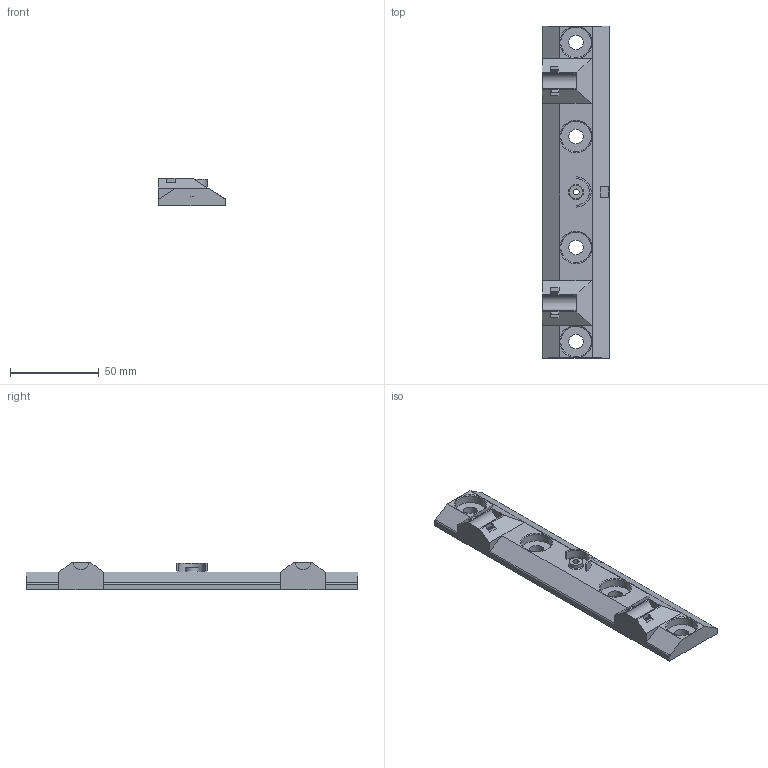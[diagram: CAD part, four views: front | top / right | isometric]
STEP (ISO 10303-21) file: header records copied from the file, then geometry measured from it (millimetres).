
FILE_DESCRIPTION(('FreeCAD Model'),'2;1');
FILE_NAME( 'y-front-mounts.step', '2020-03-16T19:26:58',('Author'),(''), 'Open CASCADE STEP processor 7.3','FreeCAD','Unknown');
FILE_SCHEMA(('AUTOMOTIVE_DESIGN { 1 0 10303 214 1 1 1 1 }'));
Length unit declared in the file: millimetre
Products named in the file (1): y-front-mounts
Bounding box: 38.15 x 187 x 15.5 mm (x, y, z)
Volume: 58260.9 mm3; surface area: 20164.5 mm2
Topology: 1 solids, 1 shells, 138 faces, 359 edges, 223 vertices
Faces by surface type: plane 86, cylinder 23, bspline 20, torus 8, cone 1
Full cylindrical faces by diameter (mm): 3.4 x2, 7.5 x1, 8.1 x4, 17.25 x4
Entity records: 9142 total; most frequent: CARTESIAN_POINT 2609, DIRECTION 1042, ORIENTED_EDGE 718, PCURVE 718, DEFINITIONAL_REPRESENTATION 718, LINE 618, VECTOR 618, EDGE_CURVE 359
